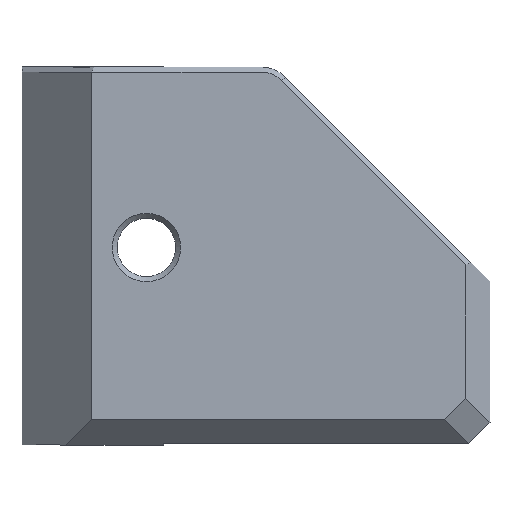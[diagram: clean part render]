
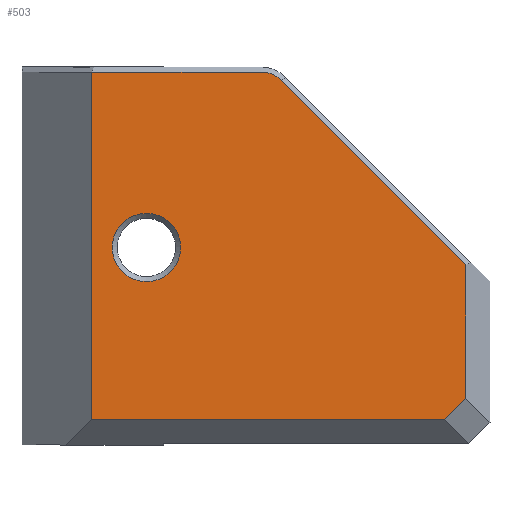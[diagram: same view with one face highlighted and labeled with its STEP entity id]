
A CAD part, front view. The second image highlights one B-rep face of the part: STEP entity #503.
In plain terms, the highlighted planar face has unit normal (0, -1, -0.001).
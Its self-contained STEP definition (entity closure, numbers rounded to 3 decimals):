
#20=FACE_BOUND('',#60,.T.);
#21=CIRCLE('',#545,1.707);
#22=CIRCLE('',#546,1.99);
#32=FACE_OUTER_BOUND('',#59,.T.);
#59=EDGE_LOOP('',(#343,#344,#345,#346,#347,#348,#349,#350));
#60=EDGE_LOOP('',(#351));
#90=LINE('',#729,#154);
#91=LINE('',#732,#155);
#94=LINE('',#738,#158);
#95=LINE('',#740,#159);
#96=LINE('',#742,#160);
#97=LINE('',#744,#161);
#98=LINE('',#746,#162);
#154=VECTOR('',#587,10.);
#155=VECTOR('',#590,1000.);
#158=VECTOR('',#595,10.);
#159=VECTOR('',#596,1000.);
#160=VECTOR('',#597,1000.);
#161=VECTOR('',#598,1000.);
#162=VECTOR('',#599,1000.);
#213=VERTEX_POINT('',#718);
#218=VERTEX_POINT('',#727);
#219=VERTEX_POINT('',#731);
#221=VERTEX_POINT('',#737);
#222=VERTEX_POINT('',#739);
#223=VERTEX_POINT('',#741);
#224=VERTEX_POINT('',#743);
#225=VERTEX_POINT('',#745);
#226=VERTEX_POINT('',#748);
#265=EDGE_CURVE('',#218,#213,#90,.T.);
#266=EDGE_CURVE('',#213,#219,#91,.T.);
#269=EDGE_CURVE('',#218,#221,#94,.T.);
#270=EDGE_CURVE('',#221,#222,#95,.T.);
#271=EDGE_CURVE('',#222,#223,#96,.T.);
#272=EDGE_CURVE('',#223,#224,#97,.T.);
#273=EDGE_CURVE('',#225,#224,#98,.T.);
#274=EDGE_CURVE('',#219,#225,#21,.T.);
#275=EDGE_CURVE('',#226,#226,#22,.T.);
#343=ORIENTED_EDGE('',*,*,#265,.F.);
#344=ORIENTED_EDGE('',*,*,#269,.T.);
#345=ORIENTED_EDGE('',*,*,#270,.T.);
#346=ORIENTED_EDGE('',*,*,#271,.T.);
#347=ORIENTED_EDGE('',*,*,#272,.T.);
#348=ORIENTED_EDGE('',*,*,#273,.F.);
#349=ORIENTED_EDGE('',*,*,#274,.F.);
#350=ORIENTED_EDGE('',*,*,#266,.F.);
#351=ORIENTED_EDGE('',*,*,#275,.F.);
#481=PLANE('',#544);
#503=ADVANCED_FACE('',(#32,#20),#481,.F.);
#544=AXIS2_PLACEMENT_3D('',#736,#593,#594);
#545=AXIS2_PLACEMENT_3D('',#747,#600,#601);
#546=AXIS2_PLACEMENT_3D('',#749,#602,#603);
#587=DIRECTION('',(0.819,-0.001,0.574));
#590=DIRECTION('',(1.,0.,0.));
#593=DIRECTION('center_axis',(0.,1.,0.001));
#594=DIRECTION('ref_axis',(0.,0.001,-1.));
#595=DIRECTION('',(0.,0.001,-1.));
#596=DIRECTION('',(1.,0.,0.));
#597=DIRECTION('',(0.707,-0.001,0.707));
#598=DIRECTION('',(0.,-0.001,1.));
#599=DIRECTION('',(0.707,0.001,-0.707));
#600=DIRECTION('center_axis',(0.,1.,0.001));
#601=DIRECTION('ref_axis',(0.,-0.001,1.));
#602=DIRECTION('center_axis',(0.,-1.,-0.001));
#603=DIRECTION('ref_axis',(0.,-0.001,1.));
#718=CARTESIAN_POINT('',(47.983,-234.401,-376.177));
#727=CARTESIAN_POINT('',(47.972,-234.401,-376.185));
#729=CARTESIAN_POINT('',(44.431,-234.399,-378.669));
#731=CARTESIAN_POINT('',(57.823,-234.401,-376.177));
#732=CARTESIAN_POINT('',(39.651,-234.401,-376.177));
#736=CARTESIAN_POINT('Origin',(39.651,-234.381,-397.885));
#737=CARTESIAN_POINT('',(47.972,-234.382,-396.385));
#738=CARTESIAN_POINT('',(47.972,-234.391,-386.885));
#739=CARTESIAN_POINT('',(68.526,-234.382,-396.385));
#740=CARTESIAN_POINT('',(56.651,-234.382,-396.385));
#741=CARTESIAN_POINT('',(69.751,-234.384,-395.16));
#742=CARTESIAN_POINT('',(69.751,-234.384,-395.16));
#743=CARTESIAN_POINT('',(69.751,-234.391,-387.398));
#744=CARTESIAN_POINT('',(69.751,-234.388,-390.385));
#745=CARTESIAN_POINT('',(59.03,-234.401,-376.677));
#746=CARTESIAN_POINT('',(59.944,-234.4,-377.592));
#747=CARTESIAN_POINT('Origin',(57.823,-234.4,-377.885));
#748=CARTESIAN_POINT('',(51.151,-234.39,-388.375));
#749=CARTESIAN_POINT('Origin',(51.151,-234.392,-386.385));
